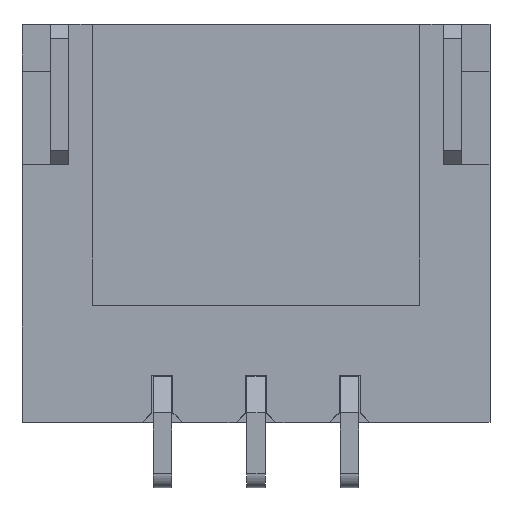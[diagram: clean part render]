
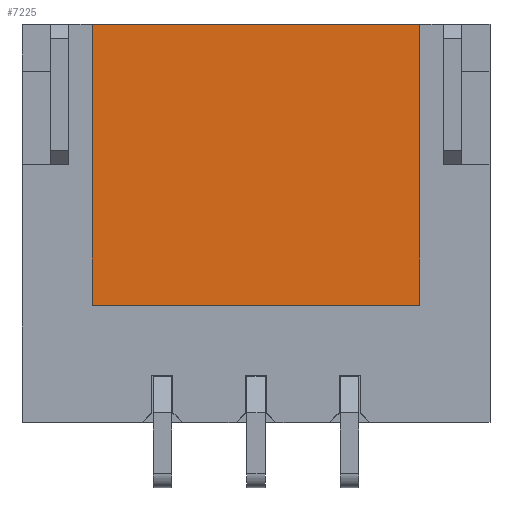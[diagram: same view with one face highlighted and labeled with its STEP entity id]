
A CAD part, top view. The second image highlights one B-rep face of the part: STEP entity #7225.
In plain terms, the highlighted planar face has unit normal (0, 0, 1).
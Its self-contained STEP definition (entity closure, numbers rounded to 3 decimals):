
#731=ORIENTED_EDGE('',*,*,#2764,.F.);
#732=ORIENTED_EDGE('',*,*,#2765,.F.);
#733=ORIENTED_EDGE('',*,*,#2741,.F.);
#734=ORIENTED_EDGE('',*,*,#2766,.F.);
#2741=EDGE_CURVE('',#3730,#3731,#4539,.T.);
#2764=EDGE_CURVE('',#3743,#3744,#4562,.T.);
#2765=EDGE_CURVE('',#3731,#3743,#4563,.T.);
#2766=EDGE_CURVE('',#3744,#3730,#4564,.T.);
#3730=VERTEX_POINT('',#10694);
#3731=VERTEX_POINT('',#10696);
#3743=VERTEX_POINT('',#10735);
#3744=VERTEX_POINT('',#10736);
#4539=LINE('',#10695,#5513);
#4562=LINE('',#10734,#5536);
#4563=LINE('',#10737,#5537);
#4564=LINE('',#10738,#5538);
#5513=VECTOR('',#8547,1000.);
#5536=VECTOR('',#8578,1000.);
#5537=VECTOR('',#8579,1000.);
#5538=VECTOR('',#8580,1000.);
#6179=EDGE_LOOP('',(#731,#732,#733,#734));
#6549=FACE_BOUND('',#6179,.T.);
#6914=PLANE('',#7639);
#7225=ADVANCED_FACE('',(#6549),#6914,.F.);
#7639=AXIS2_PLACEMENT_3D('',#10733,#8576,#8577);
#8547=DIRECTION('',(1.,0.,0.));
#8576=DIRECTION('',(0.,0.,-1.));
#8577=DIRECTION('',(-1.,0.,0.));
#8578=DIRECTION('',(-1.,0.,0.));
#8579=DIRECTION('',(0.,-1.,0.));
#8580=DIRECTION('',(0.,1.,0.));
#10694=CARTESIAN_POINT('',(-1.75,4.25,1.45));
#10695=CARTESIAN_POINT('',(-2.5,4.25,1.45));
#10696=CARTESIAN_POINT('',(1.75,4.25,1.45));
#10733=CARTESIAN_POINT('',(-2.5,4.25,1.45));
#10734=CARTESIAN_POINT('',(1.75,1.25,1.45));
#10735=CARTESIAN_POINT('',(1.75,1.25,1.45));
#10736=CARTESIAN_POINT('',(-1.75,1.25,1.45));
#10737=CARTESIAN_POINT('',(1.75,4.25,1.45));
#10738=CARTESIAN_POINT('',(-1.75,1.25,1.45));
